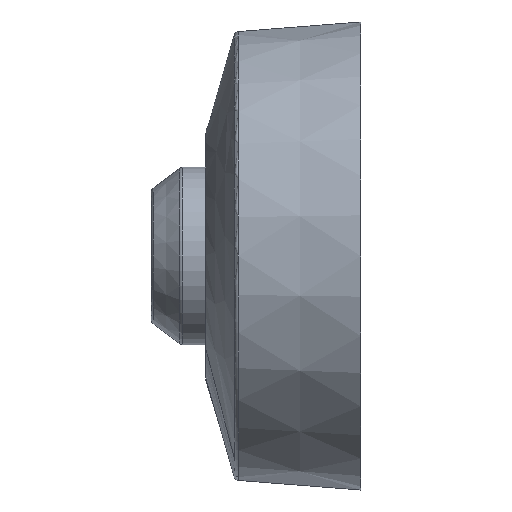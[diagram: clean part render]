
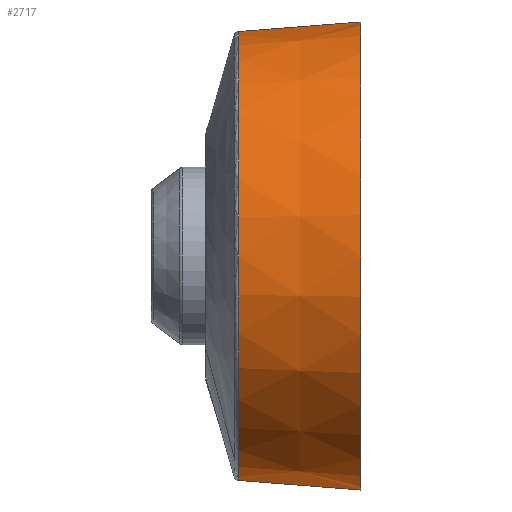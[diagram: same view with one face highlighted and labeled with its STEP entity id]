
A CAD part, left-side view. The second image highlights one B-rep face of the part: STEP entity #2717.
In plain terms, the highlighted conical face has half-angle 4.485 degrees and reference radius 45.5 mm.
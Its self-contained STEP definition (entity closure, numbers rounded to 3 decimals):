
#637 = DIRECTION ( 'NONE',  ( 0., -0.997, 0.078 ) ) ;
#824 = FACE_OUTER_BOUND ( 'NONE', #2154, .T. ) ;
#1235 = VERTEX_POINT ( 'NONE', #3616 ) ;
#1333 = VERTEX_POINT ( 'NONE', #3072 ) ;
#1375 = CARTESIAN_POINT ( 'NONE',  ( 0., 24.801, 0. ) ) ;
#1431 = ORIENTED_EDGE ( 'NONE', *, *, #6310, .T. ) ;
#1450 = EDGE_CURVE ( 'NONE', #1333, #1235, #3068, .T. ) ;
#1482 = AXIS2_PLACEMENT_3D ( 'NONE', #3189, #2020, #4419 ) ;
#1561 = AXIS2_PLACEMENT_3D ( 'NONE', #3893, #2728, #4279 ) ;
#1642 = EDGE_CURVE ( 'NONE', #6974, #3325, #1762, .T. ) ;
#1748 = CONICAL_SURFACE ( 'NONE', #1561, 45.5, 0.078 ) ;
#1762 = CIRCLE ( 'NONE', #3211, 45.555 ) ;
#1764 = CARTESIAN_POINT ( 'NONE',  ( 0., 25.5, 45.5 ) ) ;
#1816 = LINE ( 'NONE', #4366, #1998 ) ;
#1998 = VECTOR ( 'NONE', #2505, 1000. ) ;
#2020 = DIRECTION ( 'NONE',  ( 0., -1., 0. ) ) ;
#2154 = EDGE_LOOP ( 'NONE', ( #3749, #6885, #1431, #4491 ) ) ;
#2505 = DIRECTION ( 'NONE',  ( 0., -0.997, -0.078 ) ) ;
#2717 = ADVANCED_FACE ( 'NONE', ( #824 ), #1748, .T. ) ;
#2728 = DIRECTION ( 'NONE',  ( 0., -1., 0. ) ) ;
#2844 = VECTOR ( 'NONE', #637, 1000. ) ;
#3068 = CIRCLE ( 'NONE', #1482, 47.5 ) ;
#3072 = CARTESIAN_POINT ( 'NONE',  ( 0., 0., 47.5 ) ) ;
#3129 = DIRECTION ( 'NONE',  ( 0., 0., 1. ) ) ;
#3189 = CARTESIAN_POINT ( 'NONE',  ( 0., 0., 0. ) ) ;
#3211 = AXIS2_PLACEMENT_3D ( 'NONE', #1375, #5489, #3129 ) ;
#3325 = VERTEX_POINT ( 'NONE', #3487 ) ;
#3487 = CARTESIAN_POINT ( 'NONE',  ( 0., 24.801, -45.555 ) ) ;
#3616 = CARTESIAN_POINT ( 'NONE',  ( 0., 0., -47.5 ) ) ;
#3749 = ORIENTED_EDGE ( 'NONE', *, *, #7237, .F. ) ;
#3893 = CARTESIAN_POINT ( 'NONE',  ( 0., 25.5, 0. ) ) ;
#4279 = DIRECTION ( 'NONE',  ( 0., 0., -1. ) ) ;
#4366 = CARTESIAN_POINT ( 'NONE',  ( 0., 25.5, -45.5 ) ) ;
#4419 = DIRECTION ( 'NONE',  ( 0., 0., -1. ) ) ;
#4491 = ORIENTED_EDGE ( 'NONE', *, *, #1450, .F. ) ;
#5158 = CARTESIAN_POINT ( 'NONE',  ( 0., 24.801, 45.555 ) ) ;
#5489 = DIRECTION ( 'NONE',  ( 0., -1., 0. ) ) ;
#5645 = LINE ( 'NONE', #1764, #2844 ) ;
#6310 = EDGE_CURVE ( 'NONE', #3325, #1235, #1816, .T. ) ;
#6885 = ORIENTED_EDGE ( 'NONE', *, *, #1642, .T. ) ;
#6974 = VERTEX_POINT ( 'NONE', #5158 ) ;
#7237 = EDGE_CURVE ( 'NONE', #6974, #1333, #5645, .T. ) ;
